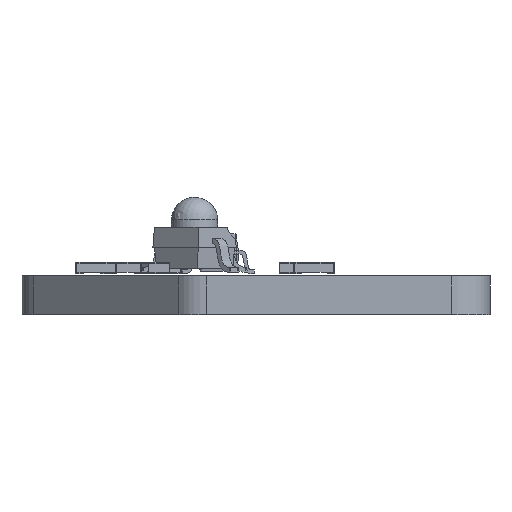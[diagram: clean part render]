
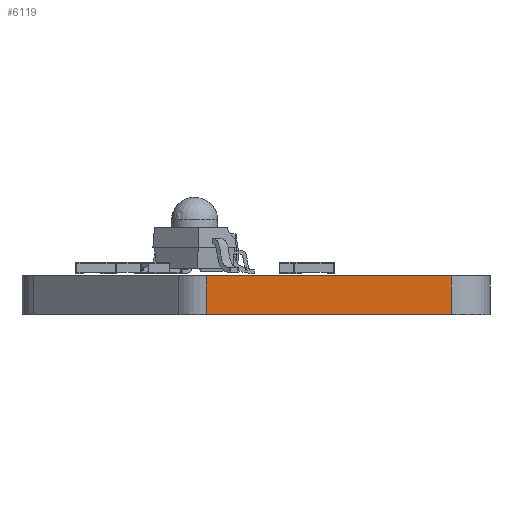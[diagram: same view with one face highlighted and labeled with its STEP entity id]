
A CAD part, left-side view. The second image highlights one B-rep face of the part: STEP entity #6119.
In plain terms, the highlighted planar face has unit normal (-1, 0, 0).
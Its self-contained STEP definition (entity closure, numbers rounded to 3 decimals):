
#5383 = VERTEX_POINT('',#5384);
#5384 = CARTESIAN_POINT('',(79.52,-73.45,0.));
#5391 = EDGE_CURVE('',#5392,#5383,#5394,.T.);
#5392 = VERTEX_POINT('',#5393);
#5393 = CARTESIAN_POINT('',(79.52,-82.984,0.));
#5394 = LINE('',#5395,#5396);
#5395 = CARTESIAN_POINT('',(79.52,-82.984,0.));
#5396 = VECTOR('',#5397,1.);
#5397 = DIRECTION('',(0.,1.,0.));
#5699 = VERTEX_POINT('',#5700);
#5700 = CARTESIAN_POINT('',(79.52,-73.45,1.51));
#5707 = EDGE_CURVE('',#5708,#5699,#5710,.T.);
#5708 = VERTEX_POINT('',#5709);
#5709 = CARTESIAN_POINT('',(79.52,-82.984,1.51));
#5710 = LINE('',#5711,#5712);
#5711 = CARTESIAN_POINT('',(79.52,-82.984,1.51));
#5712 = VECTOR('',#5713,1.);
#5713 = DIRECTION('',(0.,1.,0.));
#6089 = EDGE_CURVE('',#5383,#5699,#6090,.T.);
#6090 = LINE('',#6091,#6092);
#6091 = CARTESIAN_POINT('',(79.52,-73.45,0.));
#6092 = VECTOR('',#6093,1.);
#6093 = DIRECTION('',(0.,0.,1.));
#6119 = ADVANCED_FACE('',(#6120),#6131,.T.);
#6120 = FACE_BOUND('',#6121,.T.);
#6121 = EDGE_LOOP('',(#6122,#6128,#6129,#6130));
#6122 = ORIENTED_EDGE('',*,*,#6123,.T.);
#6123 = EDGE_CURVE('',#5392,#5708,#6124,.T.);
#6124 = LINE('',#6125,#6126);
#6125 = CARTESIAN_POINT('',(79.52,-82.984,0.));
#6126 = VECTOR('',#6127,1.);
#6127 = DIRECTION('',(0.,0.,1.));
#6128 = ORIENTED_EDGE('',*,*,#5707,.T.);
#6129 = ORIENTED_EDGE('',*,*,#6089,.F.);
#6130 = ORIENTED_EDGE('',*,*,#5391,.F.);
#6131 = PLANE('',#6132);
#6132 = AXIS2_PLACEMENT_3D('',#6133,#6134,#6135);
#6133 = CARTESIAN_POINT('',(79.52,-82.984,0.));
#6134 = DIRECTION('',(-1.,0.,0.));
#6135 = DIRECTION('',(0.,1.,0.));
